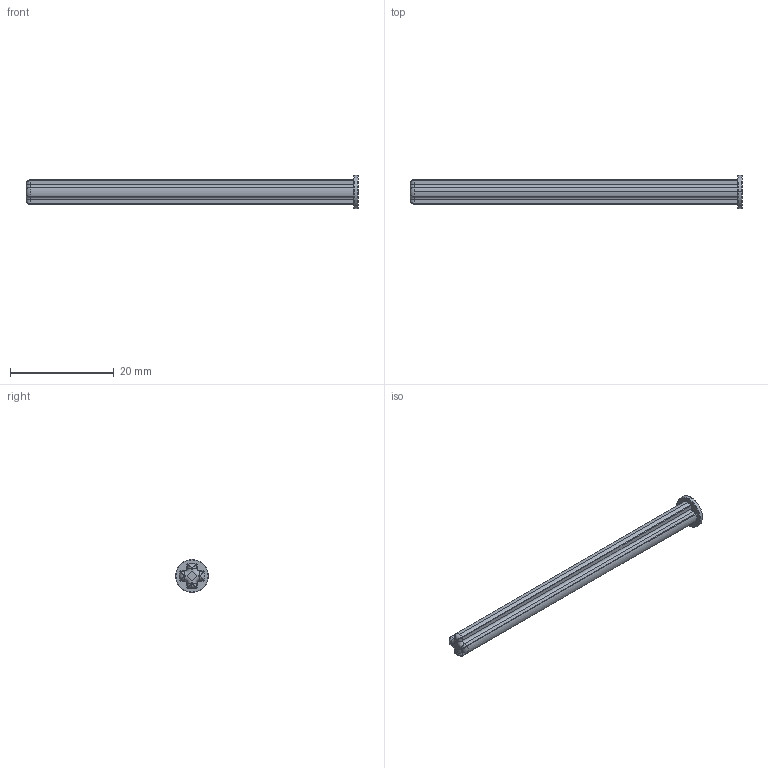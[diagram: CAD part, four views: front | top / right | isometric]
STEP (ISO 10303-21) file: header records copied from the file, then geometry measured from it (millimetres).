
FILE_DESCRIPTION (( 'STEP AP214' ), '1' );
FILE_NAME ('55013 Black Technic Axle 8 with Stop.STEP', '2015-02-18T22:43:12', ( '' ), ( '' ), 'SwSTEP 2.0', 'SolidWorks 2014', '' );
FILE_SCHEMA (( 'AUTOMOTIVE_DESIGN' ));
Length unit declared in the file: millimetre
Products named in the file (1): 55013 Black Technic Axle 8 with Stop
Bounding box: 64 x 6.4 x 6.4 mm (x, y, z)
Volume: 897.8 mm3; surface area: 1145.3 mm2
Topology: 1 solids, 1 shells, 84 faces, 191 edges, 102 vertices
Faces by surface type: cylinder 35, torus 30, plane 11, bspline 8
Entity records: 2557 total; most frequent: CARTESIAN_POINT 682, DIRECTION 429, ORIENTED_EDGE 366, AXIS2_PLACEMENT_3D 185, EDGE_CURVE 183, CIRCLE 108, VERTEX_POINT 102, EDGE_LOOP 85
